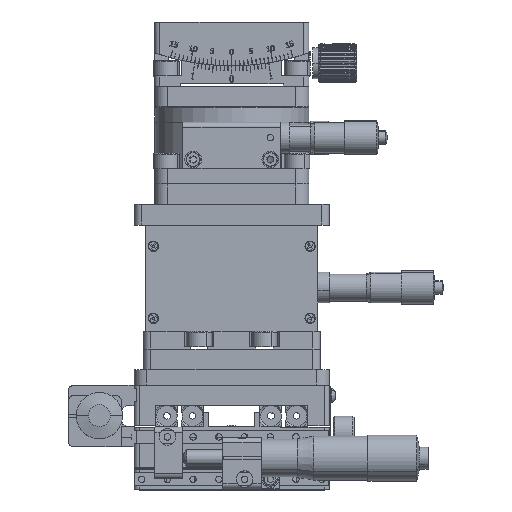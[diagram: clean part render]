
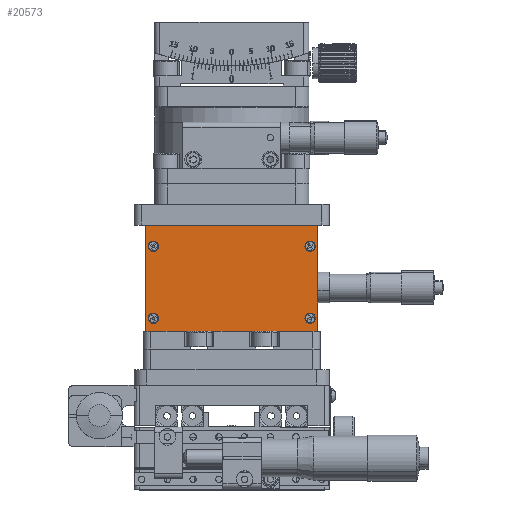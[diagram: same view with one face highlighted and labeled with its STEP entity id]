
A CAD part, top view. The second image highlights one B-rep face of the part: STEP entity #20573.
In plain terms, the highlighted planar face has unit normal (0, 0, 1).
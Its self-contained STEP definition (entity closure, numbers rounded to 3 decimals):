
#1837 = ORIENTED_EDGE ( 'NONE', *, *, #44711, .F. ) ;
#4036 = EDGE_CURVE ( 'NONE', #38908, #8236, #15924, .T. ) ;
#5451 = EDGE_CURVE ( 'NONE', #27234, #64892, #14252, .T. ) ;
#5965 = ORIENTED_EDGE ( 'NONE', *, *, #5451, .T. ) ;
#6087 = DIRECTION ( 'NONE',  ( -1., 0., 0. ) ) ;
#7224 = DIRECTION ( 'NONE',  ( 1., 0., 0. ) ) ;
#7597 = DIRECTION ( 'NONE',  ( 0., -1., 0. ) ) ;
#7939 = CARTESIAN_POINT ( 'NONE',  ( 33.5, 94.2, 29.5 ) ) ;
#8236 = VERTEX_POINT ( 'NONE', #36541 ) ;
#9335 = DIRECTION ( 'NONE',  ( 0., 0., 1. ) ) ;
#10394 = VERTEX_POINT ( 'NONE', #62378 ) ;
#10469 = EDGE_CURVE ( 'NONE', #34172, #17977, #21326, .T. ) ;
#10643 = EDGE_CURVE ( 'NONE', #60022, #29356, #15650, .T. ) ;
#10741 = CARTESIAN_POINT ( 'NONE',  ( -30.5, 58.2, 29.5 ) ) ;
#10941 = DIRECTION ( 'NONE',  ( 0., -1., 0. ) ) ;
#11079 = DIRECTION ( 'NONE',  ( 0., -1., 0. ) ) ;
#11534 = CARTESIAN_POINT ( 'NONE',  ( -30.5, 60.2, 29.5 ) ) ;
#11974 = EDGE_CURVE ( 'NONE', #64892, #42574, #64076, .T. ) ;
#12092 = DIRECTION ( 'NONE',  ( 0., 0., 1. ) ) ;
#14252 = LINE ( 'NONE', #29409, #53164 ) ;
#14292 = DIRECTION ( 'NONE',  ( 0., -1., 0. ) ) ;
#14921 = DIRECTION ( 'NONE',  ( 0., 0., 1. ) ) ;
#15399 = DIRECTION ( 'NONE',  ( 0., -1., 0. ) ) ;
#15650 = CIRCLE ( 'NONE', #40837, 2. ) ;
#15924 = CIRCLE ( 'NONE', #17052, 2. ) ;
#16324 = FACE_OUTER_BOUND ( 'NONE', #58831, .T. ) ;
#17052 = AXIS2_PLACEMENT_3D ( 'NONE', #51623, #52678, #34806 ) ;
#17977 = VERTEX_POINT ( 'NONE', #54022 ) ;
#18078 = ORIENTED_EDGE ( 'NONE', *, *, #56763, .F. ) ;
#18624 = VERTEX_POINT ( 'NONE', #63187 ) ;
#20282 = FACE_BOUND ( 'NONE', #33623, .T. ) ;
#20394 = CIRCLE ( 'NONE', #24934, 2. ) ;
#20573 = ADVANCED_FACE ( 'NONE', ( #26739, #20282, #48604, #37845, #16324 ), #42168, .T. ) ;
#21111 = CARTESIAN_POINT ( 'NONE',  ( -33.5, 53.2, 29.5 ) ) ;
#21326 = CIRCLE ( 'NONE', #55668, 2. ) ;
#22686 = ORIENTED_EDGE ( 'NONE', *, *, #10643, .F. ) ;
#24437 = DIRECTION ( 'NONE',  ( 0., 0., 1. ) ) ;
#24934 = AXIS2_PLACEMENT_3D ( 'NONE', #54940, #28063, #38807 ) ;
#24983 = EDGE_CURVE ( 'NONE', #50524, #10394, #44582, .T. ) ;
#25399 = EDGE_CURVE ( 'NONE', #29356, #60022, #35485, .T. ) ;
#25834 = ORIENTED_EDGE ( 'NONE', *, *, #24983, .F. ) ;
#26739 = FACE_BOUND ( 'NONE', #54921, .T. ) ;
#27234 = VERTEX_POINT ( 'NONE', #21111 ) ;
#27982 = EDGE_LOOP ( 'NONE', ( #69205, #1837 ) ) ;
#28063 = DIRECTION ( 'NONE',  ( 0., 0., 1. ) ) ;
#28745 = CARTESIAN_POINT ( 'NONE',  ( 30.5, 58.2, 29.5 ) ) ;
#28914 = DIRECTION ( 'NONE',  ( 0., -1., 0. ) ) ;
#29356 = VERTEX_POINT ( 'NONE', #11534 ) ;
#29409 = CARTESIAN_POINT ( 'NONE',  ( -33.5, 53.2, 29.5 ) ) ;
#29617 = EDGE_CURVE ( 'NONE', #10394, #50524, #59424, .T. ) ;
#30059 = CIRCLE ( 'NONE', #64428, 2. ) ;
#30686 = ORIENTED_EDGE ( 'NONE', *, *, #11974, .T. ) ;
#31542 = CARTESIAN_POINT ( 'NONE',  ( 30.5, 58.2, 29.5 ) ) ;
#32470 = CARTESIAN_POINT ( 'NONE',  ( -33.5, 53.2, 29.5 ) ) ;
#32605 = VECTOR ( 'NONE', #14292, 1000. ) ;
#32610 = DIRECTION ( 'NONE',  ( 0., 0., 1. ) ) ;
#32635 = ORIENTED_EDGE ( 'NONE', *, *, #29617, .F. ) ;
#33623 = EDGE_LOOP ( 'NONE', ( #22686, #57046 ) ) ;
#33768 = DIRECTION ( 'NONE',  ( 0., -1., 0. ) ) ;
#34172 = VERTEX_POINT ( 'NONE', #36259 ) ;
#34312 = AXIS2_PLACEMENT_3D ( 'NONE', #57745, #24437, #7597 ) ;
#34806 = DIRECTION ( 'NONE',  ( 0., -1., 0. ) ) ;
#35485 = CIRCLE ( 'NONE', #34312, 2. ) ;
#36259 = CARTESIAN_POINT ( 'NONE',  ( 30.5, 56.2, 29.5 ) ) ;
#36541 = CARTESIAN_POINT ( 'NONE',  ( -30.5, 84.2, 29.5 ) ) ;
#36873 = CARTESIAN_POINT ( 'NONE',  ( 33.5, 94.2, 29.5 ) ) ;
#37845 = FACE_BOUND ( 'NONE', #43591, .T. ) ;
#38807 = DIRECTION ( 'NONE',  ( 0., -1., 0. ) ) ;
#38908 = VERTEX_POINT ( 'NONE', #60702 ) ;
#40837 = AXIS2_PLACEMENT_3D ( 'NONE', #10741, #32610, #11079 ) ;
#42168 = PLANE ( 'NONE',  #56407 ) ;
#42574 = VERTEX_POINT ( 'NONE', #7939 ) ;
#43591 = EDGE_LOOP ( 'NONE', ( #25834, #32635 ) ) ;
#44505 = DIRECTION ( 'NONE',  ( 0., 0., 1. ) ) ;
#44582 = CIRCLE ( 'NONE', #52540, 2. ) ;
#44711 = EDGE_CURVE ( 'NONE', #17977, #34172, #30059, .T. ) ;
#46928 = CARTESIAN_POINT ( 'NONE',  ( -33.5, 94.2, 29.5 ) ) ;
#47831 = ORIENTED_EDGE ( 'NONE', *, *, #50548, .T. ) ;
#48604 = FACE_BOUND ( 'NONE', #27982, .T. ) ;
#49468 = CARTESIAN_POINT ( 'NONE',  ( 30.5, 84.2, 29.5 ) ) ;
#50461 = DIRECTION ( 'NONE',  ( 0., -1., 0. ) ) ;
#50524 = VERTEX_POINT ( 'NONE', #49468 ) ;
#50548 = EDGE_CURVE ( 'NONE', #42574, #18624, #53391, .T. ) ;
#51623 = CARTESIAN_POINT ( 'NONE',  ( -30.5, 86.2, 29.5 ) ) ;
#51786 = EDGE_CURVE ( 'NONE', #18624, #27234, #62671, .T. ) ;
#52540 = AXIS2_PLACEMENT_3D ( 'NONE', #56183, #12092, #50461 ) ;
#52678 = DIRECTION ( 'NONE',  ( 0., 0., 1. ) ) ;
#53164 = VECTOR ( 'NONE', #7224, 1000. ) ;
#53391 = LINE ( 'NONE', #66984, #62205 ) ;
#53737 = CARTESIAN_POINT ( 'NONE',  ( 33.5, 53.2, 29.5 ) ) ;
#54022 = CARTESIAN_POINT ( 'NONE',  ( 30.5, 60.2, 29.5 ) ) ;
#54386 = VECTOR ( 'NONE', #58700, 1000. ) ;
#54921 = EDGE_LOOP ( 'NONE', ( #18078, #59772 ) ) ;
#54940 = CARTESIAN_POINT ( 'NONE',  ( -30.5, 86.2, 29.5 ) ) ;
#55668 = AXIS2_PLACEMENT_3D ( 'NONE', #31542, #9335, #15399 ) ;
#56183 = CARTESIAN_POINT ( 'NONE',  ( 30.5, 86.2, 29.5 ) ) ;
#56407 = AXIS2_PLACEMENT_3D ( 'NONE', #32470, #14921, #10941 ) ;
#56763 = EDGE_CURVE ( 'NONE', #8236, #38908, #20394, .T. ) ;
#57046 = ORIENTED_EDGE ( 'NONE', *, *, #25399, .F. ) ;
#57745 = CARTESIAN_POINT ( 'NONE',  ( -30.5, 58.2, 29.5 ) ) ;
#58306 = AXIS2_PLACEMENT_3D ( 'NONE', #60806, #66884, #28914 ) ;
#58700 = DIRECTION ( 'NONE',  ( 0., 1., 0. ) ) ;
#58831 = EDGE_LOOP ( 'NONE', ( #67853, #5965, #30686, #47831 ) ) ;
#59424 = CIRCLE ( 'NONE', #58306, 2. ) ;
#59772 = ORIENTED_EDGE ( 'NONE', *, *, #4036, .F. ) ;
#60022 = VERTEX_POINT ( 'NONE', #63562 ) ;
#60702 = CARTESIAN_POINT ( 'NONE',  ( -30.5, 88.2, 29.5 ) ) ;
#60806 = CARTESIAN_POINT ( 'NONE',  ( 30.5, 86.2, 29.5 ) ) ;
#62205 = VECTOR ( 'NONE', #6087, 1000. ) ;
#62378 = CARTESIAN_POINT ( 'NONE',  ( 30.5, 88.2, 29.5 ) ) ;
#62671 = LINE ( 'NONE', #46928, #32605 ) ;
#63187 = CARTESIAN_POINT ( 'NONE',  ( -33.5, 94.2, 29.5 ) ) ;
#63562 = CARTESIAN_POINT ( 'NONE',  ( -30.5, 56.2, 29.5 ) ) ;
#64076 = LINE ( 'NONE', #36873, #54386 ) ;
#64428 = AXIS2_PLACEMENT_3D ( 'NONE', #28745, #44505, #33768 ) ;
#64892 = VERTEX_POINT ( 'NONE', #53737 ) ;
#66884 = DIRECTION ( 'NONE',  ( 0., 0., 1. ) ) ;
#66984 = CARTESIAN_POINT ( 'NONE',  ( -33.5, 94.2, 29.5 ) ) ;
#67853 = ORIENTED_EDGE ( 'NONE', *, *, #51786, .T. ) ;
#69205 = ORIENTED_EDGE ( 'NONE', *, *, #10469, .F. ) ;
